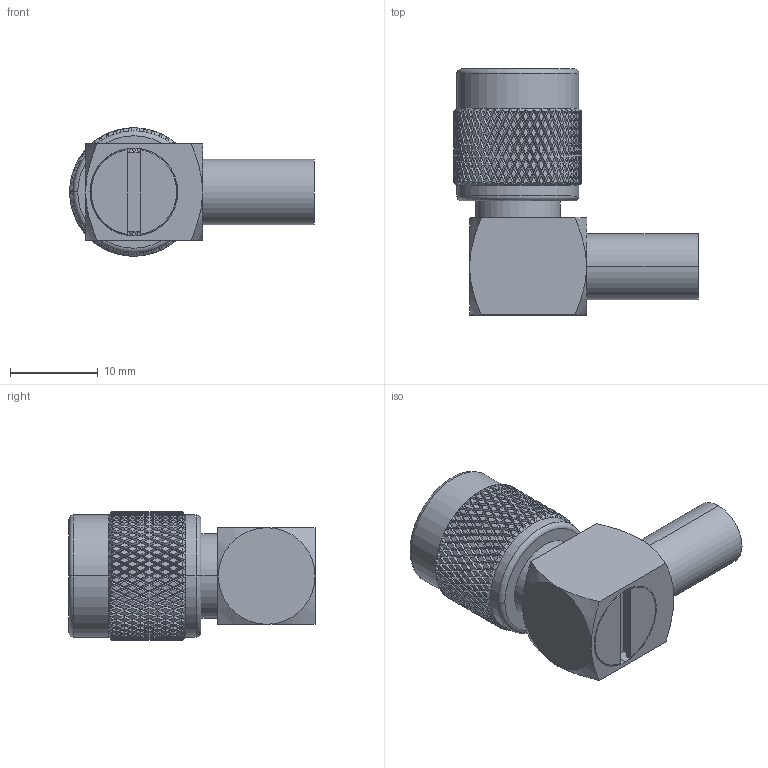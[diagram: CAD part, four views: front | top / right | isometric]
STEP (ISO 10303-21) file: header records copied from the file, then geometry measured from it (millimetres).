
FILE_DESCRIPTION (( 'STEP AP203' ), '1' );
FILE_NAME ('PE44635.step', '2019-08-21T20:05:50', ( '' ), ( '' ), 'SwSTEP 2.0', 'SolidWorks 2018', '' );
FILE_SCHEMA (( 'CONFIG_CONTROL_DESIGN' ));
Products named in the file (1): PE44635
Bounding box: 27.83 x 28 x 14.6 mm (x, y, z)
Volume: 3050.7 mm3; surface area: 4544.1 mm2
Topology: 5 solids, 5 shells, 2863 faces, 6135 edges, 3290 vertices
Faces by surface type: bspline 2003, cylinder 618, plane 153, cone 83, torus 6
Entity records: 107832 total; most frequent: CARTESIAN_POINT 68805, ORIENTED_EDGE 12270, EDGE_CURVE 6135, VERTEX_POINT 3290, DIRECTION 2915, EDGE_LOOP 2875, ADVANCED_FACE 2863, FACE_OUTER_BOUND 2863
